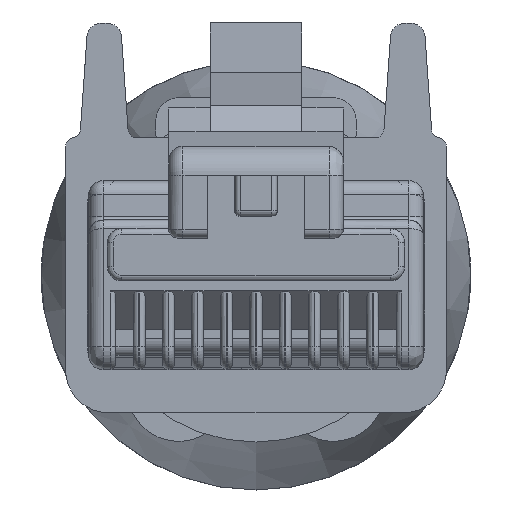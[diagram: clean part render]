
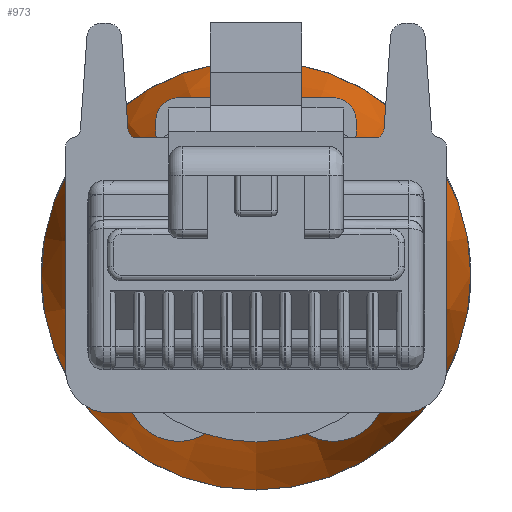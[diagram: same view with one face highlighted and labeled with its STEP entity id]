
A CAD part, front view. The second image highlights one B-rep face of the part: STEP entity #973.
In plain terms, the highlighted conical face has half-angle 13.36 degrees and reference radius 5.6 mm.
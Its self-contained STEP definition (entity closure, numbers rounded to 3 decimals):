
#276=CONICAL_SURFACE('',#15252,5.6,13.36);
#828=FACE_BOUND('',#3043,.T.);
#829=FACE_BOUND('',#3044,.T.);
#973=ADVANCED_FACE('',(#828,#829),#276,.T.);
#3043=EDGE_LOOP('',(#4836));
#3044=EDGE_LOOP('',(#4837));
#3981=CIRCLE('',#15221,7.5);
#4000=CIRCLE('',#15250,5.6);
#4836=ORIENTED_EDGE('',*,*,#10555,.F.);
#4837=ORIENTED_EDGE('',*,*,#10616,.T.);
#9155=VERTEX_POINT('',#21375);
#9216=VERTEX_POINT('',#21747);
#10555=EDGE_CURVE('',#9155,#9155,#3981,.T.);
#10616=EDGE_CURVE('',#9216,#9216,#4000,.T.);
#15221=AXIS2_PLACEMENT_3D('',#21374,#16859,#16860);
#15250=AXIS2_PLACEMENT_3D('',#21746,#16931,#16932);
#15252=AXIS2_PLACEMENT_3D('',#21749,#16935,#16936);
#16859=DIRECTION('',(0.,1.,0.));
#16860=DIRECTION('',(0.,0.,1.));
#16931=DIRECTION('',(0.,1.,0.));
#16932=DIRECTION('',(0.,0.,1.));
#16935=DIRECTION('',(0.,1.,0.));
#16936=DIRECTION('',(0.,0.,1.));
#21374=CARTESIAN_POINT('',(50.,32.5,8.));
#21375=CARTESIAN_POINT('',(50.,32.5,15.5));
#21746=CARTESIAN_POINT('',(50.,24.5,8.));
#21747=CARTESIAN_POINT('',(50.,24.5,13.6));
#21749=CARTESIAN_POINT('',(50.,24.5,8.));
